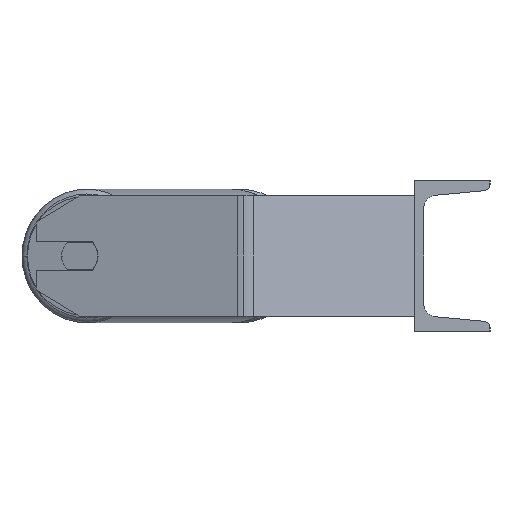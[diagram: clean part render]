
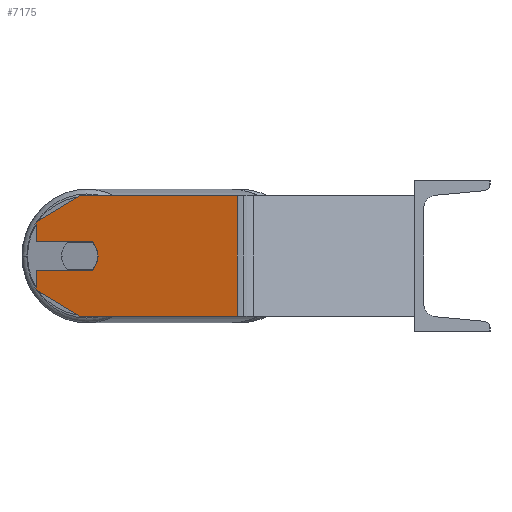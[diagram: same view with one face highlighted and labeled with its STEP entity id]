
A CAD part, left-side view. The second image highlights one B-rep face of the part: STEP entity #7175.
In plain terms, the highlighted planar face has unit normal (-0.966, 0.259, 0).
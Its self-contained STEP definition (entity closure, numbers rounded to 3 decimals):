
#42 = CARTESIAN_POINT ( 'NONE',  ( -635.973, 118.169, 40. ) ) ;
#72 = CARTESIAN_POINT ( 'NONE',  ( -607.854, 223.109, 40. ) ) ;
#120 = ORIENTED_EDGE ( 'NONE', *, *, #5903, .T. ) ;
#141 = DIRECTION ( 'NONE',  ( -0.966, 0.259, 0. ) ) ;
#185 = CARTESIAN_POINT ( 'NONE',  ( -609.957, 215.262, 9.5 ) ) ;
#326 = CARTESIAN_POINT ( 'NONE',  ( -600.09, 252.087, -40. ) ) ;
#341 = EDGE_CURVE ( 'NONE', #4779, #4730, #5824, .T. ) ;
#417 = LINE ( 'NONE', #326, #4224 ) ;
#444 = DIRECTION ( 'NONE',  ( 0.224, 0.837, -0.5 ) ) ;
#485 = ORIENTED_EDGE ( 'NONE', *, *, #7137, .F. ) ;
#631 = VECTOR ( 'NONE', #3735, 1000. ) ;
#684 = DIRECTION ( 'NONE',  ( 0.259, 0.966, 0. ) ) ;
#750 = CARTESIAN_POINT ( 'NONE',  ( -600.09, 252.087, -9.5 ) ) ;
#814 = CARTESIAN_POINT ( 'NONE',  ( -607.854, 223.109, -40. ) ) ;
#859 = VECTOR ( 'NONE', #444, 1000. ) ;
#951 = DIRECTION ( 'NONE',  ( -0.224, -0.837, -0.5 ) ) ;
#1130 = CARTESIAN_POINT ( 'NONE',  ( -600.09, 252.087, 22.679 ) ) ;
#1464 = PLANE ( 'NONE',  #6746 ) ;
#1479 = EDGE_CURVE ( 'NONE', #8859, #4247, #3552, .T. ) ;
#1845 = DIRECTION ( 'NONE',  ( -0.259, -0.966, 0. ) ) ;
#1974 = DIRECTION ( 'NONE',  ( 0., 0., -1. ) ) ;
#2403 = CARTESIAN_POINT ( 'NONE',  ( -609.957, 215.262, -9.5 ) ) ;
#2432 = LINE ( 'NONE', #3309, #7499 ) ;
#2532 = ORIENTED_EDGE ( 'NONE', *, *, #6949, .T. ) ;
#2592 = VECTOR ( 'NONE', #1974, 1000. ) ;
#2662 = CARTESIAN_POINT ( 'NONE',  ( -600.09, 252.087, 40. ) ) ;
#2701 = LINE ( 'NONE', #3550, #7105 ) ;
#2988 = VERTEX_POINT ( 'NONE', #4489 ) ;
#3125 = ORIENTED_EDGE ( 'NONE', *, *, #341, .F. ) ;
#3183 = CARTESIAN_POINT ( 'NONE',  ( -600.09, 252.087, 40. ) ) ;
#3277 = ORIENTED_EDGE ( 'NONE', *, *, #3434, .T. ) ;
#3309 = CARTESIAN_POINT ( 'NONE',  ( -609.957, 215.262, -9.5 ) ) ;
#3335 = AXIS2_PLACEMENT_3D ( 'NONE', #7632, #8352, #7680 ) ;
#3434 = EDGE_CURVE ( 'NONE', #7181, #9050, #6766, .T. ) ;
#3491 = ORIENTED_EDGE ( 'NONE', *, *, #8200, .F. ) ;
#3550 = CARTESIAN_POINT ( 'NONE',  ( -600.09, 252.087, 40. ) ) ;
#3552 = LINE ( 'NONE', #4241, #7490 ) ;
#3572 = DIRECTION ( 'NONE',  ( -0.259, -0.966, 0. ) ) ;
#3628 = CARTESIAN_POINT ( 'NONE',  ( -635.973, 118.169, 40. ) ) ;
#3675 = CARTESIAN_POINT ( 'NONE',  ( -600.09, 252.087, 40. ) ) ;
#3735 = DIRECTION ( 'NONE',  ( 0., 0., -1. ) ) ;
#4082 = VERTEX_POINT ( 'NONE', #750 ) ;
#4224 = VECTOR ( 'NONE', #1845, 1000. ) ;
#4241 = CARTESIAN_POINT ( 'NONE',  ( -600.09, 252.087, 9.5 ) ) ;
#4247 = VERTEX_POINT ( 'NONE', #7329 ) ;
#4299 = VERTEX_POINT ( 'NONE', #2403 ) ;
#4382 = VERTEX_POINT ( 'NONE', #9047 ) ;
#4437 = AXIS2_PLACEMENT_3D ( 'NONE', #5044, #141, #3572 ) ;
#4489 = CARTESIAN_POINT ( 'NONE',  ( -611.09, 211.035, 0. ) ) ;
#4537 = DIRECTION ( 'NONE',  ( -0.259, -0.966, 0. ) ) ;
#4730 = VERTEX_POINT ( 'NONE', #7890 ) ;
#4779 = VERTEX_POINT ( 'NONE', #3628 ) ;
#5044 = CARTESIAN_POINT ( 'NONE',  ( -607.854, 223.109, 0. ) ) ;
#5052 = ORIENTED_EDGE ( 'NONE', *, *, #6903, .F. ) ;
#5109 = DIRECTION ( 'NONE',  ( 0.966, -0.259, 0. ) ) ;
#5127 = VECTOR ( 'NONE', #4537, 1000. ) ;
#5824 = LINE ( 'NONE', #42, #631 ) ;
#5903 = EDGE_CURVE ( 'NONE', #9050, #4247, #2701, .T. ) ;
#6025 = LINE ( 'NONE', #3183, #5127 ) ;
#6080 = CIRCLE ( 'NONE', #4437, 12.5 ) ;
#6330 = LINE ( 'NONE', #2662, #2592 ) ;
#6385 = DIRECTION ( 'NONE',  ( 0., 0., -1. ) ) ;
#6462 = FACE_OUTER_BOUND ( 'NONE', #6745, .T. ) ;
#6551 = DIRECTION ( 'NONE',  ( 0.259, 0.966, 0. ) ) ;
#6745 = EDGE_LOOP ( 'NONE', ( #8509, #7826, #2532, #3125, #3491, #3277, #120, #7563, #7397, #485, #5052 ) ) ;
#6746 = AXIS2_PLACEMENT_3D ( 'NONE', #3675, #5109, #6551 ) ;
#6766 = LINE ( 'NONE', #1130, #859 ) ;
#6852 = EDGE_CURVE ( 'NONE', #2988, #8859, #6080, .T. ) ;
#6903 = EDGE_CURVE ( 'NONE', #4082, #4299, #2432, .T. ) ;
#6949 = EDGE_CURVE ( 'NONE', #4382, #4730, #417, .T. ) ;
#7105 = VECTOR ( 'NONE', #6385, 1000. ) ;
#7123 = EDGE_CURVE ( 'NONE', #4082, #8690, #6330, .T. ) ;
#7137 = EDGE_CURVE ( 'NONE', #4299, #2988, #7784, .T. ) ;
#7175 = ADVANCED_FACE ( 'NONE', ( #6462 ), #1464, .F. ) ;
#7181 = VERTEX_POINT ( 'NONE', #72 ) ;
#7274 = LINE ( 'NONE', #814, #7512 ) ;
#7329 = CARTESIAN_POINT ( 'NONE',  ( -600.09, 252.087, 9.5 ) ) ;
#7397 = ORIENTED_EDGE ( 'NONE', *, *, #6852, .F. ) ;
#7490 = VECTOR ( 'NONE', #684, 1000. ) ;
#7499 = VECTOR ( 'NONE', #8872, 1000. ) ;
#7512 = VECTOR ( 'NONE', #951, 1000. ) ;
#7563 = ORIENTED_EDGE ( 'NONE', *, *, #1479, .F. ) ;
#7632 = CARTESIAN_POINT ( 'NONE',  ( -607.854, 223.109, 0. ) ) ;
#7680 = DIRECTION ( 'NONE',  ( -0.259, -0.966, 0. ) ) ;
#7784 = CIRCLE ( 'NONE', #3335, 12.5 ) ;
#7826 = ORIENTED_EDGE ( 'NONE', *, *, #8272, .T. ) ;
#7890 = CARTESIAN_POINT ( 'NONE',  ( -635.973, 118.169, -40. ) ) ;
#8200 = EDGE_CURVE ( 'NONE', #7181, #4779, #6025, .T. ) ;
#8272 = EDGE_CURVE ( 'NONE', #8690, #4382, #7274, .T. ) ;
#8329 = CARTESIAN_POINT ( 'NONE',  ( -600.09, 252.087, 22.679 ) ) ;
#8352 = DIRECTION ( 'NONE',  ( -0.966, 0.259, 0. ) ) ;
#8509 = ORIENTED_EDGE ( 'NONE', *, *, #7123, .T. ) ;
#8559 = CARTESIAN_POINT ( 'NONE',  ( -600.09, 252.087, -22.679 ) ) ;
#8690 = VERTEX_POINT ( 'NONE', #8559 ) ;
#8859 = VERTEX_POINT ( 'NONE', #185 ) ;
#8872 = DIRECTION ( 'NONE',  ( -0.259, -0.966, 0. ) ) ;
#9047 = CARTESIAN_POINT ( 'NONE',  ( -607.854, 223.109, -40. ) ) ;
#9050 = VERTEX_POINT ( 'NONE', #8329 ) ;
